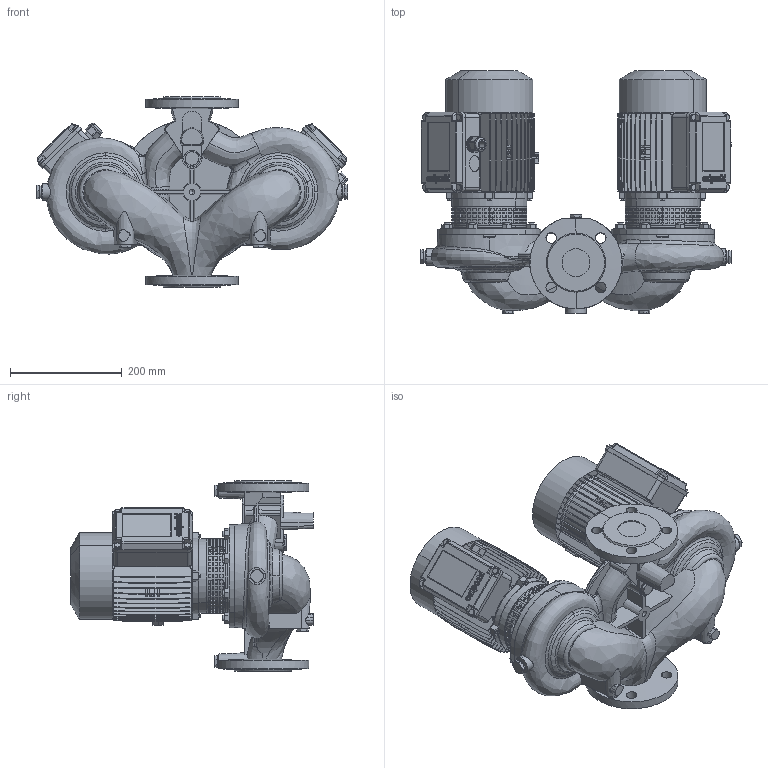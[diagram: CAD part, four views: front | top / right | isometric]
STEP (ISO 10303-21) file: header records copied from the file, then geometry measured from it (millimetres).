
FILE_DESCRIPTION (( 'STEP AP214' ), '1' );
FILE_NAME ('10008711swa00.step', '2020-04-20T14:06:24', ( '' ), ( '' ), 'SwSTEP 2.0', 'SolidWorks 2019', '' );
FILE_SCHEMA (( 'AUTOMOTIVE_DESIGN' ));
Length unit declared in the file: millimetre
Products named in the file (9): 4.66.634swp00_NRD 50; 10008148swp00_3.66.537_semplificato; 10008711swa00; 90.025swp01_G38x9 OTTONE; 2_66_122_SEMPLIFICATO; 90.025swp01_G14x7,5 OTTONE; 10007570swp00_80 SZ VER.; 10008684swp00; 10007670swn00_M20x1.5
Assembly tree (17 placements, depth 2):
  10008711swa00
    10008684swp00
    4.66.634swp00_NRD 50  x2
    90.025swp01_G38x9 OTTONE  x2
    90.025swp01_G14x7,5 OTTONE  x4
    10008148swp00_3.66.537_semplificato  x2
    10007570swp00_80 SZ VER.  x2
    10007670swn00_M20x1.5  x2
    2_66_122_SEMPLIFICATO  x2
Bounding box: 557 x 433.5 x 340 mm (x, y, z)
Volume: 19060001 mm3; surface area: 1494627.1 mm2
Topology: 21 solids, 21 shells, 4034 faces, 10762 edges, 6977 vertices
Faces by surface type: plane 2762, cylinder 528, cone 409, bspline 273, torus 38, sphere 24
Entity records: 246351 total; most frequent: CARTESIAN_POINT 192630, ORIENTED_EDGE 11584, DIRECTION 10104, EDGE_CURVE 5792, VERTEX_POINT 3787, LINE 3416, VECTOR 3416, AXIS2_PLACEMENT_3D 3344
